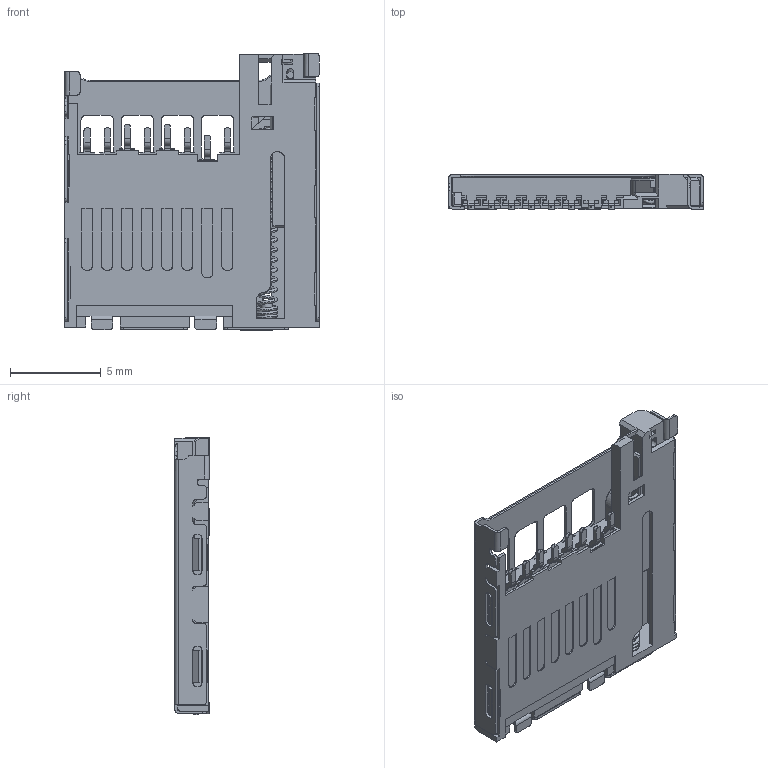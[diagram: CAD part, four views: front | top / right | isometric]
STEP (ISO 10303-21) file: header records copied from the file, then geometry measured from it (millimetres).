
FILE_DESCRIPTION(/* description */ (''),/* implementation_level */ '2;1');
FILE_NAME(/* name */ '2908-05xx-xx-02',/* time_stamp */ '2007-03-13T14:37:45-05:00',/* author */ (''),/* organization */ (''),/* preprocessor_version */ 'ST-DEVELOPER v9',/* originating_system */ 'UGS - NX 3.0',/* authorisation */ '');
FILE_SCHEMA (('CONFIG_CONTROL_DESIGN'));
Length unit declared in the file: inch
Products named in the file (1): a0p7B6CFuep1
Bounding box: 14 x 1.9 x 15.25 mm (x, y, z)
Volume: 232.8 mm3; surface area: 788.6 mm2
Topology: 1 solids, 1 shells, 1028 faces, 3017 edges, 1961 vertices
Faces by surface type: plane 689, cylinder 253, bspline 49, torus 19, sphere 12, cone 6
Entity records: 40964 total; most frequent: CARTESIAN_POINT 19232, ORIENTED_EDGE 6026, EDGE_CURVE 3013, B_SPLINE_CURVE_WITH_KNOTS 2780, DIRECTION 2210, VERTEX_POINT 1961, EDGE_LOOP 1082, ADVANCED_FACE 1028
